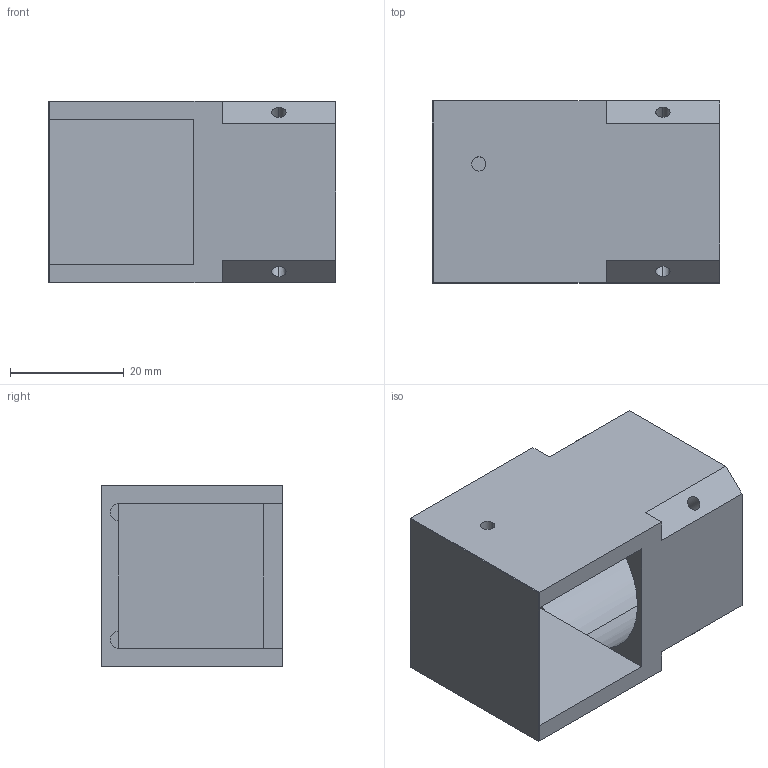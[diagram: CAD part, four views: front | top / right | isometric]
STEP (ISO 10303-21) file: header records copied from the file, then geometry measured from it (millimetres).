
FILE_DESCRIPTION (( 'STEP AP203' ), '1' );
FILE_NAME ('XF-ADL90-30D-13.STEP', '2016-06-27T02:35:21', ( 'Lxtx999.CoM' ), ( 'Lxtx999.CoM' ), 'SwSTEP 2.0', 'SolidWorks 2014', '' );
FILE_SCHEMA (( 'CONFIG_CONTROL_DESIGN' ));
Length unit declared in the file: millimetre
Products named in the file (4): XF-ADL90-30D-5-02-詩え-20150408V5; XF-ADL90-30D-13; XF-ADL90-30D-13-01-翋极-20150408V5; J-MR25.4-01-斜边反射直角反射棱镜-20151019V5
Assembly tree (3 placements, depth 2):
  XF-ADL90-30D-13
    XF-ADL90-30D-13-01-翋极-20150408V5
    J-MR25.4-01-斜边反射直角反射棱镜-20151019V5
    XF-ADL90-30D-5-02-詩え-20150408V5
Bounding box: 50.6 x 32 x 32 mm (x, y, z)
Volume: 22744.9 mm3; surface area: 16018.3 mm2
Topology: 3 solids, 3 shells, 50 faces, 129 edges, 84 vertices
Faces by surface type: plane 34, cylinder 16
Entity records: 2093 total; most frequent: CARTESIAN_POINT 421, DIRECTION 263, ORIENTED_EDGE 258, EDGE_CURVE 129, LINE 91, VECTOR 91, AXIS2_PLACEMENT_3D 86, VERTEX_POINT 84
